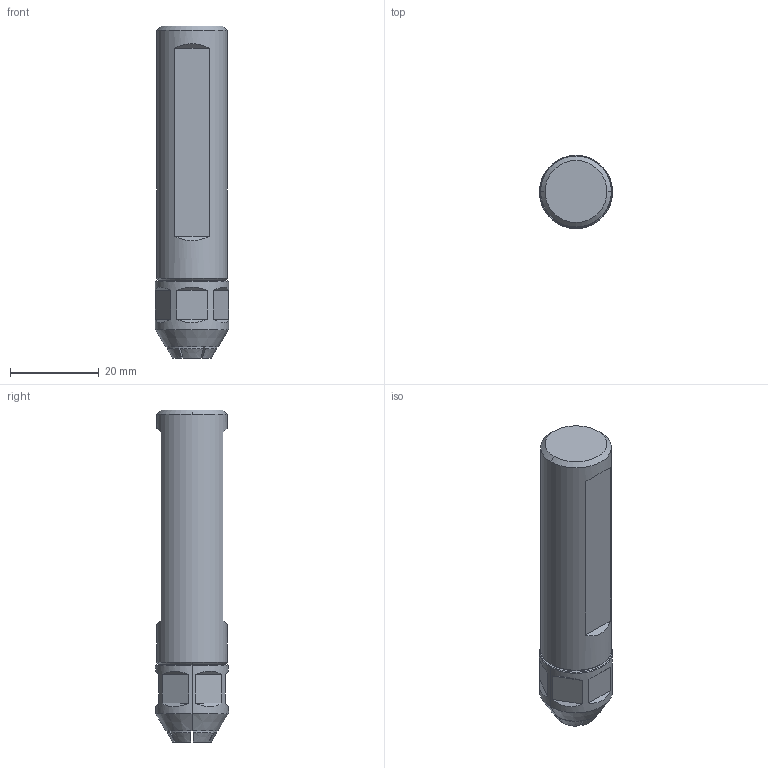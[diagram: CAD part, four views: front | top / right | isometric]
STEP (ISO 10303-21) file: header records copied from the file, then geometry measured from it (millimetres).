
FILE_DESCRIPTION(/* description */ (''),/* implementation_level */ '2;1');
FILE_NAME(/* name */ '1587014838879.stp',/* time_stamp */ '2020-04-16T10:57:30+05:00',/* author */ (''),/* organization */ ('SMS'),/* preprocessor_version */ 'ST-DEVELOPER v16.7',/* originating_system */ 'SIEMENS PLM Software NX 12.0',/* authorisation */ '');
FILE_SCHEMA (('AUTOMOTIVE_DESIGN { 1 0 10303 214 3 1 1 1 }'));
Length unit declared in the file: millimetre
Products named in the file (1): 202946663mod000_00
Bounding box: 16.5 x 16.5 x 75 mm (x, y, z)
Volume: 12827.9 mm3; surface area: 5450.7 mm2
Topology: 1 solids, 3 shells, 128 faces, 366 edges, 246 vertices
Faces by surface type: plane 61, cylinder 34, cone 21, torus 9, bspline 3
Full cylindrical faces by diameter (mm): 7 x1, 16 x1
Entity records: 5208 total; most frequent: CARTESIAN_POINT 1632, ORIENTED_EDGE 782, DIRECTION 677, EDGE_CURVE 391, VERTEX_POINT 291, AXIS2_PLACEMENT_3D 244, LINE 189, VECTOR 189
